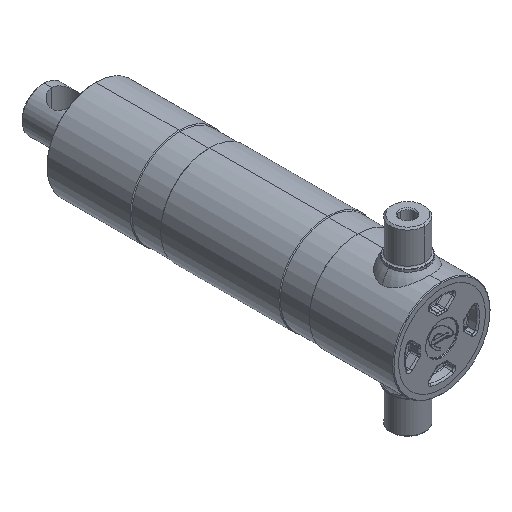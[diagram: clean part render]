
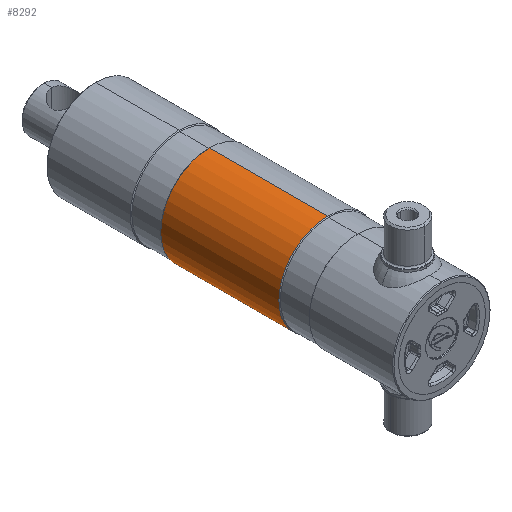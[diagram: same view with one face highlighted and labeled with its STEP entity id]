
A CAD part, isometric view. The second image highlights one B-rep face of the part: STEP entity #8292.
In plain terms, the highlighted cylindrical face has radius 64 mm (diameter 128 mm), a partial arc.
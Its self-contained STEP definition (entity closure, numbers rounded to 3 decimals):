
#14 = DIRECTION ( 'NONE',  ( 0., 0., -1. ) ) ;
#368 = EDGE_LOOP ( 'NONE', ( #8580, #8590, #8885, #6412 ) ) ;
#1144 = DIRECTION ( 'NONE',  ( 0., -1., 0. ) ) ;
#1733 = AXIS2_PLACEMENT_3D ( 'NONE', #5635, #4857, #4073 ) ;
#2034 = CARTESIAN_POINT ( 'NONE',  ( 0., 150., -64. ) ) ;
#2439 = VERTEX_POINT ( 'NONE', #8831 ) ;
#3083 = CARTESIAN_POINT ( 'NONE',  ( 0., 305., 0. ) ) ;
#3668 = VERTEX_POINT ( 'NONE', #9535 ) ;
#3765 = VERTEX_POINT ( 'NONE', #5922 ) ;
#3862 = DIRECTION ( 'NONE',  ( 0., 0., -1. ) ) ;
#3874 = VECTOR ( 'NONE', #1144, 1000. ) ;
#3972 = LINE ( 'NONE', #6329, #3874 ) ;
#4073 = DIRECTION ( 'NONE',  ( 0., 0., -1. ) ) ;
#4172 = AXIS2_PLACEMENT_3D ( 'NONE', #3083, #8222, #3862 ) ;
#4480 = DIRECTION ( 'NONE',  ( 0., -1., 0. ) ) ;
#4857 = DIRECTION ( 'NONE',  ( 0., -1., 0. ) ) ;
#4930 = LINE ( 'NONE', #5873, #5054 ) ;
#5054 = VECTOR ( 'NONE', #6550, 1000. ) ;
#5156 = EDGE_CURVE ( 'NONE', #3668, #3765, #4930, .T. ) ;
#5481 = EDGE_CURVE ( 'NONE', #2439, #7065, #3972, .T. ) ;
#5635 = CARTESIAN_POINT ( 'NONE',  ( 0., -30.734, 0. ) ) ;
#5873 = CARTESIAN_POINT ( 'NONE',  ( 0., -30.734, 64. ) ) ;
#5922 = CARTESIAN_POINT ( 'NONE',  ( 0., 150., 64. ) ) ;
#6277 = CYLINDRICAL_SURFACE ( 'NONE', #1733, 64. ) ;
#6314 = FACE_OUTER_BOUND ( 'NONE', #368, .T. ) ;
#6329 = CARTESIAN_POINT ( 'NONE',  ( 0., -30.734, -64. ) ) ;
#6412 = ORIENTED_EDGE ( 'NONE', *, *, #8064, .F. ) ;
#6550 = DIRECTION ( 'NONE',  ( 0., -1., 0. ) ) ;
#6641 = AXIS2_PLACEMENT_3D ( 'NONE', #8865, #4480, #14 ) ;
#6937 = CIRCLE ( 'NONE', #6641, 64. ) ;
#6960 = CIRCLE ( 'NONE', #4172, 64. ) ;
#7065 = VERTEX_POINT ( 'NONE', #2034 ) ;
#8064 = EDGE_CURVE ( 'NONE', #3765, #7065, #6937, .T. ) ;
#8139 = EDGE_CURVE ( 'NONE', #3668, #2439, #6960, .T. ) ;
#8222 = DIRECTION ( 'NONE',  ( 0., -1., 0. ) ) ;
#8292 = ADVANCED_FACE ( 'NONE', ( #6314 ), #6277, .T. ) ;
#8580 = ORIENTED_EDGE ( 'NONE', *, *, #5156, .F. ) ;
#8590 = ORIENTED_EDGE ( 'NONE', *, *, #8139, .T. ) ;
#8831 = CARTESIAN_POINT ( 'NONE',  ( 0., 305., -64. ) ) ;
#8865 = CARTESIAN_POINT ( 'NONE',  ( 0., 150., 0. ) ) ;
#8885 = ORIENTED_EDGE ( 'NONE', *, *, #5481, .T. ) ;
#9535 = CARTESIAN_POINT ( 'NONE',  ( 0., 305., 64. ) ) ;
